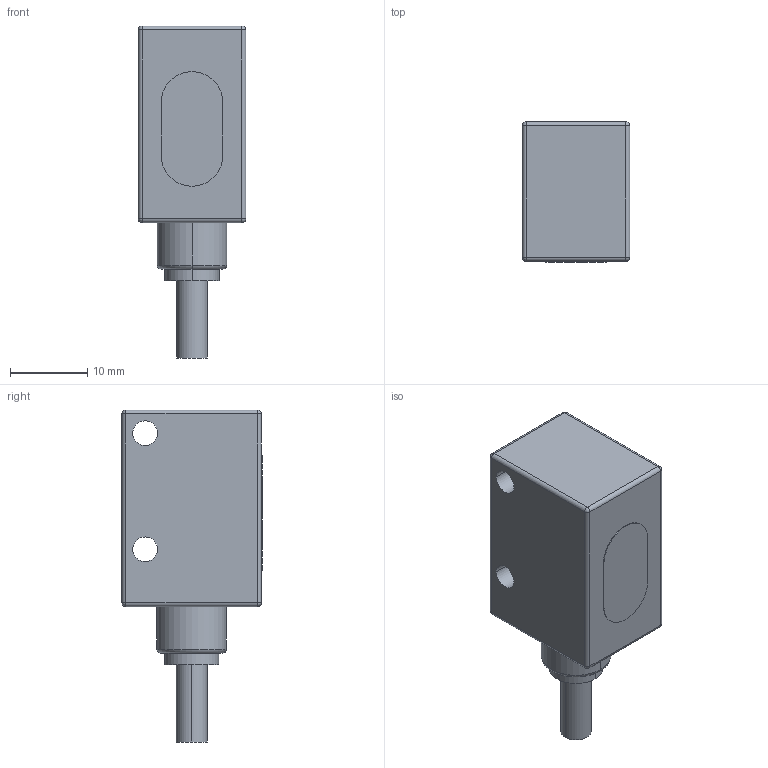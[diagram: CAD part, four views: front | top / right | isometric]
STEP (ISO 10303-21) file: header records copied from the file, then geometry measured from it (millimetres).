
FILE_DESCRIPTION((''),'2;1');
FILE_NAME('ML6_F404296A','2006-01-03T',('Pepperl+Fuchs'),('Industriehansa'),'PRO/ENGINEER BY PARAMETRIC TECHNOLOGY CORPORATION, 2005290','PRO/ENGINEER BY PARAMETRIC TECHNOLOGY CORPORATION, 2005290','');
FILE_SCHEMA(('AUTOMOTIVE_DESIGN_CC2 { 1 2 10303 214 -1 1 5 2 }'));
Length unit declared in the file: millimetre
Products named in the file (1): ML6_F404296A
Bounding box: 13.9 x 18.1 x 42.9 mm (x, y, z)
Volume: 6668.1 mm3; surface area: 2693.7 mm2
Topology: 1 solids, 1 shells, 56 faces, 131 edges, 100 vertices
Faces by surface type: cylinder 28, plane 14, sphere 8, torus 6
Entity records: 2193 total; most frequent: DIRECTION 313, CARTESIAN_POINT 256, ORIENTED_EDGE 228, PRESENTATION_STYLE_ASSIGNMENT 151, STYLED_ITEM 148, CURVE_STYLE 134, AXIS2_PLACEMENT_3D 125, EDGE_CURVE 114
